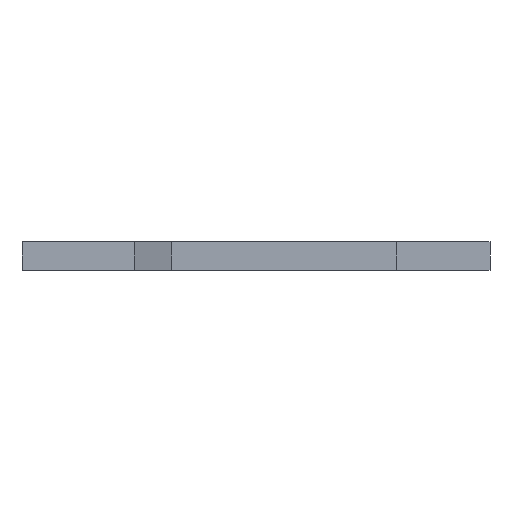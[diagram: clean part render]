
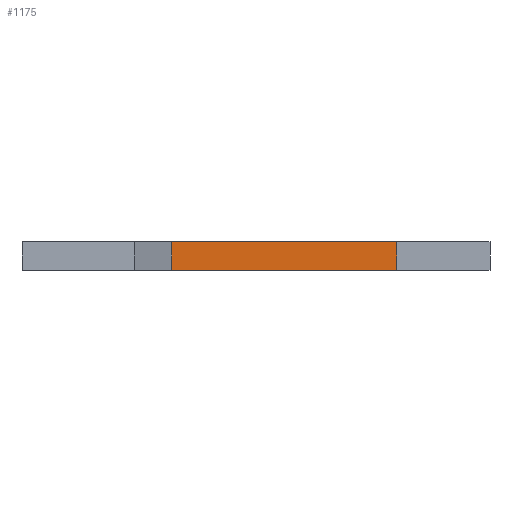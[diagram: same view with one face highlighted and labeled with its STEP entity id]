
A CAD part, front view. The second image highlights one B-rep face of the part: STEP entity #1175.
In plain terms, the highlighted planar face has unit normal (0, -1, 0).
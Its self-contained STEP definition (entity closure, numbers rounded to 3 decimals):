
#69=FACE_OUTER_BOUND('',#127,.T.);
#127=EDGE_LOOP('',(#783,#784,#785,#786));
#197=LINE('',#1676,#341);
#198=LINE('',#1679,#342);
#199=LINE('',#1681,#343);
#200=LINE('',#1682,#344);
#341=VECTOR('',#1347,3.);
#342=VECTOR('',#1350,24.025);
#343=VECTOR('',#1351,24.025);
#344=VECTOR('',#1352,3.);
#483=VERTEX_POINT('',#1672);
#484=VERTEX_POINT('',#1674);
#485=VERTEX_POINT('',#1678);
#486=VERTEX_POINT('',#1680);
#605=EDGE_CURVE('',#484,#483,#197,.T.);
#606=EDGE_CURVE('',#483,#485,#198,.T.);
#607=EDGE_CURVE('',#484,#486,#199,.T.);
#608=EDGE_CURVE('',#486,#485,#200,.T.);
#783=ORIENTED_EDGE('',*,*,#606,.F.);
#784=ORIENTED_EDGE('',*,*,#605,.F.);
#785=ORIENTED_EDGE('',*,*,#607,.T.);
#786=ORIENTED_EDGE('',*,*,#608,.T.);
#1129=PLANE('',#1247);
#1175=ADVANCED_FACE('',(#69),#1129,.T.);
#1247=AXIS2_PLACEMENT_3D('',#1677,#1348,#1349);
#1347=DIRECTION('',(0.,0.,-1.));
#1348=DIRECTION('center_axis',(0.,-1.,0.));
#1349=DIRECTION('ref_axis',(1.,0.,0.));
#1350=DIRECTION('',(-1.,0.,0.));
#1351=DIRECTION('',(-1.,0.,0.));
#1352=DIRECTION('',(0.,0.,-1.));
#1672=CARTESIAN_POINT('',(37.025,48.,12.));
#1674=CARTESIAN_POINT('',(37.025,48.,15.));
#1676=CARTESIAN_POINT('',(37.025,48.,15.));
#1677=CARTESIAN_POINT('Origin',(37.025,48.,15.));
#1678=CARTESIAN_POINT('',(13.,48.,12.));
#1679=CARTESIAN_POINT('',(37.025,48.,12.));
#1680=CARTESIAN_POINT('',(13.,48.,15.));
#1681=CARTESIAN_POINT('',(37.025,48.,15.));
#1682=CARTESIAN_POINT('',(13.,48.,15.));
